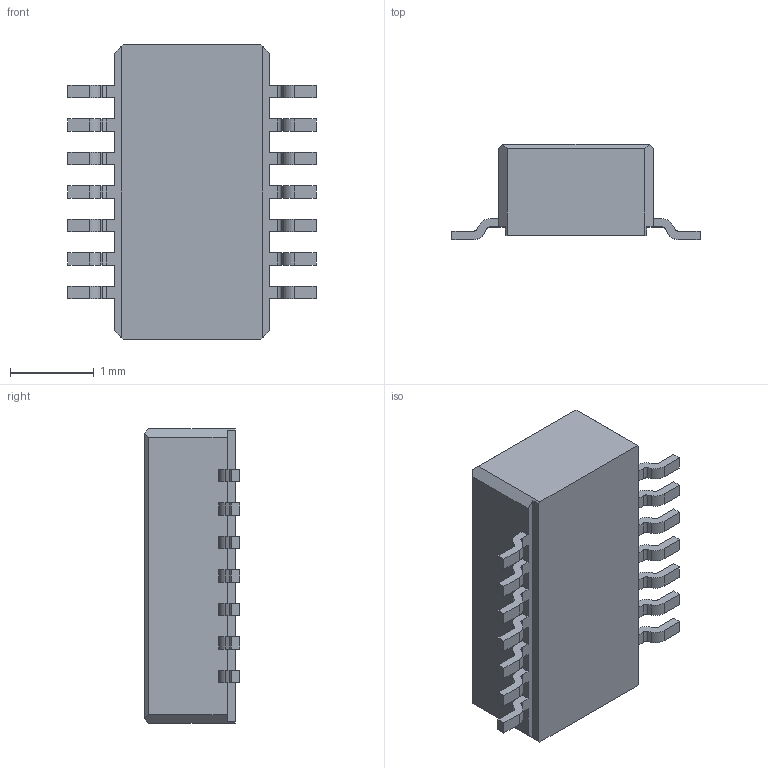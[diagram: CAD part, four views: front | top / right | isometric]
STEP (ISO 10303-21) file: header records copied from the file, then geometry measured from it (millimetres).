
FILE_DESCRIPTION(('OneSpaceDesigner STEP Export'),'2;1');
FILE_NAME('DF40C-10DP.stp','2006-11-07T16:05:18',(''),(''),'OneSpace Designer STEP processor (Jan. 2003) for AP214(CD)(Solid Model)','OneSpace Designer 12.00 10-Sep-2003 (C) CoCreate Software GmbH','');
FILE_SCHEMA(('AUTOMOTIVE_DESIGN_CC2 {1 2 10303 214 -1 1 5 1}'));
Length unit declared in the file: millimetre
Products named in the file (1): DF40C-20DP-0.4Vnew
Bounding box: 2.97 x 1.14 x 3.52 mm (x, y, z)
Volume: 4.8 mm3; surface area: 34 mm2
Topology: 1 solids, 1 shells, 209 faces, 614 edges, 408 vertices
Faces by surface type: plane 147, cylinder 62
Entity records: 6894 total; most frequent: ORIENTED_EDGE 1228, CARTESIAN_POINT 1220, DIRECTION 1146, EDGE_CURVE 614, VECTOR 478, LINE 478, VERTEX_POINT 408, AXIS2_PLACEMENT_3D 334
